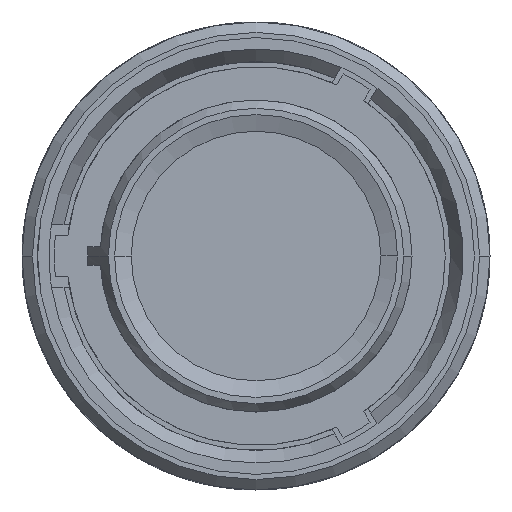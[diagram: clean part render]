
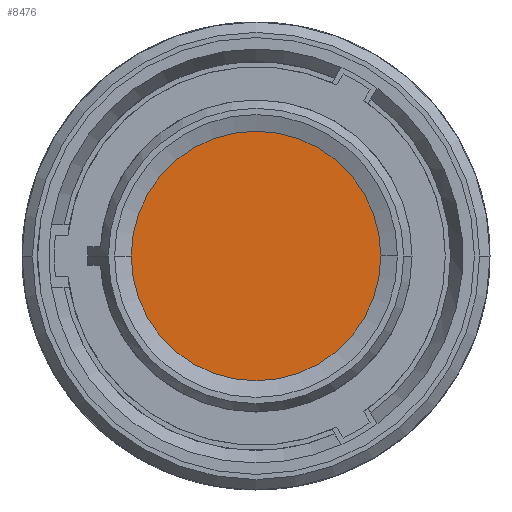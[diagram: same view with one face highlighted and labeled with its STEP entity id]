
A CAD part, left-side view. The second image highlights one B-rep face of the part: STEP entity #8476.
In plain terms, the highlighted planar face has unit normal (-1, 0, 0).
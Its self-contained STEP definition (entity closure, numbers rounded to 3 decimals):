
#3659=CARTESIAN_POINT('',(2.839,0.,0.));
#3660=DIRECTION('',(-1.,0.,0.));
#3661=DIRECTION('',(0.,-1.,0.));
#3662=AXIS2_PLACEMENT_3D('',#3659,#3660,#3661);
#3664=CARTESIAN_POINT('',(2.839,0.,0.));
#3665=DIRECTION('',(-1.,0.,0.));
#3666=DIRECTION('',(0.,1.,0.));
#3667=AXIS2_PLACEMENT_3D('',#3664,#3665,#3666);
#5518=CARTESIAN_POINT('',(2.839,-6.,0.));
#5519=CARTESIAN_POINT('',(2.839,6.,0.));
#5520=VERTEX_POINT('',#5518);
#5521=VERTEX_POINT('',#5519);
#8467=CARTESIAN_POINT('',(2.839,0.,0.));
#8468=DIRECTION('',(-1.,0.,0.));
#8469=DIRECTION('',(0.,-1.,0.));
#8470=AXIS2_PLACEMENT_3D('',#8467,#8468,#8469);
#8471=PLANE('',#8470);
#8472=ORIENTED_EDGE('',*,*,#8434,.F.);
#8473=ORIENTED_EDGE('',*,*,#8449,.F.);
#8474=EDGE_LOOP('',(#8472,#8473));
#8475=FACE_OUTER_BOUND('',#8474,.F.);
#8476=ADVANCED_FACE('',(#8475),#8471,.T.);
#3663=CIRCLE('',#3662,6.);
#3668=CIRCLE('',#3667,6.);
#8434=EDGE_CURVE('',#5520,#5521,#3663,.T.);
#8449=EDGE_CURVE('',#5521,#5520,#3668,.T.);
